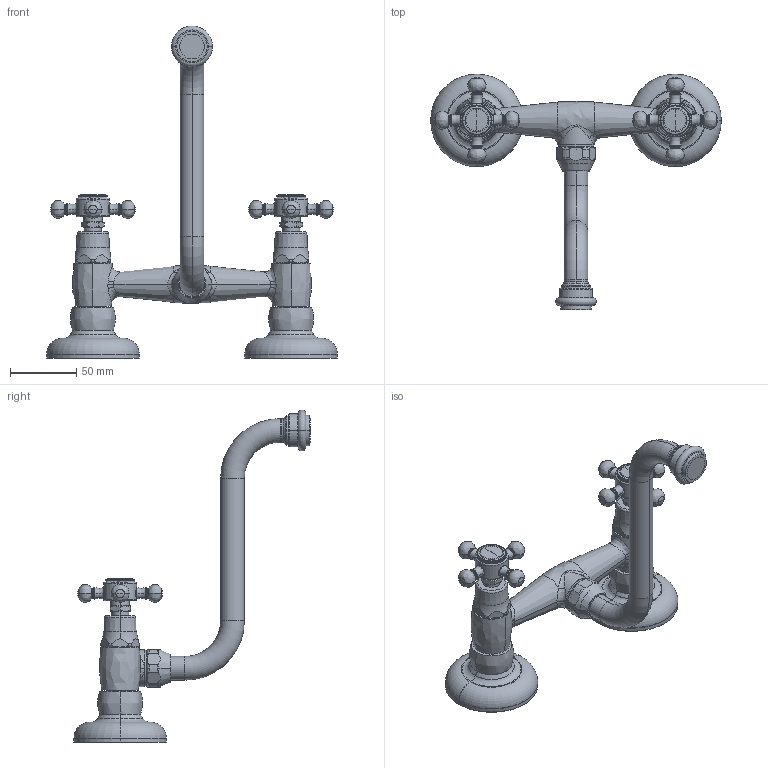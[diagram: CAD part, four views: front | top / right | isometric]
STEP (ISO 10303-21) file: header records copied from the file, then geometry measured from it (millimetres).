
FILE_DESCRIPTION((''),'2;1');
FILE_NAME('FBLV161CR','2021-11-11T08:59:08',('ut3'),('PAFFONI SpA'),'CREO PARAMETRIC BY PTC INC, 2020044','CREO PARAMETRIC BY PTC INC, 2020044','');
FILE_SCHEMA(('CONFIG_CONTROL_DESIGN','SHAPE_APPEARANCE_LAYERS_GROUPS'));
Length unit declared in the file: millimetre
Products named in the file (1): FBLV161CR
Bounding box: 220 x 178.8 x 251.3 mm (x, y, z)
Volume: 215150.1 mm3; surface area: 97841.3 mm2
Topology: 3 solids, 7 shells, 1222 faces, 3140 edges, 1972 vertices
Faces by surface type: plane 516, cylinder 368, torus 196, cone 74, bspline 48, sphere 20
Entity records: 51415 total; most frequent: CARTESIAN_POINT 12524, ORIENTED_EDGE 6240, DIRECTION 6152, EDGE_CURVE 3120, AXIS2_PLACEMENT_3D 2452, VERTEX_POINT 1972, FILL_AREA_STYLE_COLOUR 1417, FILL_AREA_STYLE 1417
